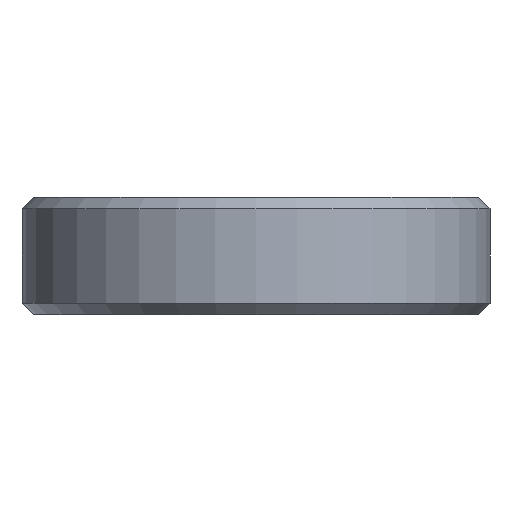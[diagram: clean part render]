
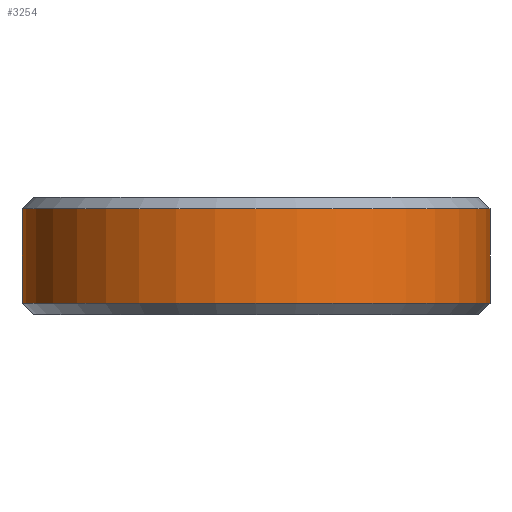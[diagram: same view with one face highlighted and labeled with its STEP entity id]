
A CAD part, left-side view. The second image highlights one B-rep face of the part: STEP entity #3254.
In plain terms, the highlighted cylindrical face has radius 6.25 mm (diameter 12.5 mm), a partial arc.
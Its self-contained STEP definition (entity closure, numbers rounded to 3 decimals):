
#382 = CONICAL_SURFACE('',#383,6.25,0.785);
#383 = AXIS2_PLACEMENT_3D('',#384,#385,#386);
#384 = CARTESIAN_POINT('',(0.,0.,0.3));
#385 = DIRECTION('',(0.,0.,1.));
#386 = DIRECTION('',(0.,1.,0.));
#1711 = VERTEX_POINT('',#1712);
#1712 = CARTESIAN_POINT('',(0.,-6.25,0.3));
#1747 = PLANE('',#1748);
#1748 = AXIS2_PLACEMENT_3D('',#1749,#1750,#1751);
#1749 = CARTESIAN_POINT('',(212.5,-6.25,0.));
#1750 = DIRECTION('',(0.,-1.,0.));
#1751 = DIRECTION('',(-1.,0.,0.));
#1765 = VERTEX_POINT('',#1766);
#1766 = CARTESIAN_POINT('',(0.,6.25,0.3));
#1786 = EDGE_CURVE('',#1765,#1711,#1787,.T.);
#1787 = SURFACE_CURVE('',#1788,(#1793,#1800),.PCURVE_S1.);
#1788 = CIRCLE('',#1789,6.25);
#1789 = AXIS2_PLACEMENT_3D('',#1790,#1791,#1792);
#1790 = CARTESIAN_POINT('',(0.,0.,0.3));
#1791 = DIRECTION('',(0.,-0.,1.));
#1792 = DIRECTION('',(0.,1.,0.));
#1793 = PCURVE('',#382,#1794);
#1794 = DEFINITIONAL_REPRESENTATION('',(#1795),#1799);
#1795 = LINE('',#1796,#1797);
#1796 = CARTESIAN_POINT('',(0.,-0.));
#1797 = VECTOR('',#1798,1.);
#1798 = DIRECTION('',(1.,-0.));
#1799 = ( GEOMETRIC_REPRESENTATION_CONTEXT(2) 
PARAMETRIC_REPRESENTATION_CONTEXT() REPRESENTATION_CONTEXT('2D SPACE',''
  ) );
#1800 = PCURVE('',#1801,#1806);
#1801 = CYLINDRICAL_SURFACE('',#1802,6.25);
#1802 = AXIS2_PLACEMENT_3D('',#1803,#1804,#1805);
#1803 = CARTESIAN_POINT('',(0.,0.,0.));
#1804 = DIRECTION('',(-0.,-0.,-1.));
#1805 = DIRECTION('',(1.,0.,0.));
#1806 = DEFINITIONAL_REPRESENTATION('',(#1807),#1811);
#1807 = LINE('',#1808,#1809);
#1808 = CARTESIAN_POINT('',(-1.571,-0.3));
#1809 = VECTOR('',#1810,1.);
#1810 = DIRECTION('',(-1.,0.));
#1811 = ( GEOMETRIC_REPRESENTATION_CONTEXT(2) 
PARAMETRIC_REPRESENTATION_CONTEXT() REPRESENTATION_CONTEXT('2D SPACE',''
  ) );
#1833 = PLANE('',#1834);
#1834 = AXIS2_PLACEMENT_3D('',#1835,#1836,#1837);
#1835 = CARTESIAN_POINT('',(212.5,6.25,0.));
#1836 = DIRECTION('',(0.,-1.,0.));
#1837 = DIRECTION('',(-1.,0.,0.));
#3206 = VERTEX_POINT('',#3207);
#3207 = CARTESIAN_POINT('',(0.,-6.25,2.825));
#3233 = EDGE_CURVE('',#1711,#3206,#3234,.T.);
#3234 = SURFACE_CURVE('',#3235,(#3239,#3246),.PCURVE_S1.);
#3235 = LINE('',#3236,#3237);
#3236 = CARTESIAN_POINT('',(0.,-6.25,0.));
#3237 = VECTOR('',#3238,1.);
#3238 = DIRECTION('',(0.,0.,1.));
#3239 = PCURVE('',#1747,#3240);
#3240 = DEFINITIONAL_REPRESENTATION('',(#3241),#3245);
#3241 = LINE('',#3242,#3243);
#3242 = CARTESIAN_POINT('',(212.5,0.));
#3243 = VECTOR('',#3244,1.);
#3244 = DIRECTION('',(0.,-1.));
#3245 = ( GEOMETRIC_REPRESENTATION_CONTEXT(2) 
PARAMETRIC_REPRESENTATION_CONTEXT() REPRESENTATION_CONTEXT('2D SPACE',''
  ) );
#3246 = PCURVE('',#1801,#3247);
#3247 = DEFINITIONAL_REPRESENTATION('',(#3248),#3252);
#3248 = LINE('',#3249,#3250);
#3249 = CARTESIAN_POINT('',(-4.712,0.));
#3250 = VECTOR('',#3251,1.);
#3251 = DIRECTION('',(-0.,-1.));
#3252 = ( GEOMETRIC_REPRESENTATION_CONTEXT(2) 
PARAMETRIC_REPRESENTATION_CONTEXT() REPRESENTATION_CONTEXT('2D SPACE',''
  ) );
#3254 = ADVANCED_FACE('',(#3255),#1801,.T.);
#3255 = FACE_BOUND('',#3256,.F.);
#3256 = EDGE_LOOP('',(#3257,#3280,#3307,#3308));
#3257 = ORIENTED_EDGE('',*,*,#3258,.T.);
#3258 = EDGE_CURVE('',#1765,#3259,#3261,.T.);
#3259 = VERTEX_POINT('',#3260);
#3260 = CARTESIAN_POINT('',(0.,6.25,2.825));
#3261 = SURFACE_CURVE('',#3262,(#3266,#3273),.PCURVE_S1.);
#3262 = LINE('',#3263,#3264);
#3263 = CARTESIAN_POINT('',(0.,6.25,0.));
#3264 = VECTOR('',#3265,1.);
#3265 = DIRECTION('',(0.,0.,1.));
#3266 = PCURVE('',#1801,#3267);
#3267 = DEFINITIONAL_REPRESENTATION('',(#3268),#3272);
#3268 = LINE('',#3269,#3270);
#3269 = CARTESIAN_POINT('',(-1.571,0.));
#3270 = VECTOR('',#3271,1.);
#3271 = DIRECTION('',(-0.,-1.));
#3272 = ( GEOMETRIC_REPRESENTATION_CONTEXT(2) 
PARAMETRIC_REPRESENTATION_CONTEXT() REPRESENTATION_CONTEXT('2D SPACE',''
  ) );
#3273 = PCURVE('',#1833,#3274);
#3274 = DEFINITIONAL_REPRESENTATION('',(#3275),#3279);
#3275 = LINE('',#3276,#3277);
#3276 = CARTESIAN_POINT('',(212.5,0.));
#3277 = VECTOR('',#3278,1.);
#3278 = DIRECTION('',(0.,-1.));
#3279 = ( GEOMETRIC_REPRESENTATION_CONTEXT(2) 
PARAMETRIC_REPRESENTATION_CONTEXT() REPRESENTATION_CONTEXT('2D SPACE',''
  ) );
#3280 = ORIENTED_EDGE('',*,*,#3281,.T.);
#3281 = EDGE_CURVE('',#3259,#3206,#3282,.T.);
#3282 = SURFACE_CURVE('',#3283,(#3288,#3295),.PCURVE_S1.);
#3283 = CIRCLE('',#3284,6.25);
#3284 = AXIS2_PLACEMENT_3D('',#3285,#3286,#3287);
#3285 = CARTESIAN_POINT('',(0.,0.,2.825));
#3286 = DIRECTION('',(0.,-0.,1.));
#3287 = DIRECTION('',(0.,1.,0.));
#3288 = PCURVE('',#1801,#3289);
#3289 = DEFINITIONAL_REPRESENTATION('',(#3290),#3294);
#3290 = LINE('',#3291,#3292);
#3291 = CARTESIAN_POINT('',(-1.571,-2.825));
#3292 = VECTOR('',#3293,1.);
#3293 = DIRECTION('',(-1.,0.));
#3294 = ( GEOMETRIC_REPRESENTATION_CONTEXT(2) 
PARAMETRIC_REPRESENTATION_CONTEXT() REPRESENTATION_CONTEXT('2D SPACE',''
  ) );
#3295 = PCURVE('',#3296,#3301);
#3296 = CONICAL_SURFACE('',#3297,6.25,0.785);
#3297 = AXIS2_PLACEMENT_3D('',#3298,#3299,#3300);
#3298 = CARTESIAN_POINT('',(0.,0.,2.825));
#3299 = DIRECTION('',(-0.,-0.,-1.));
#3300 = DIRECTION('',(0.,1.,0.));
#3301 = DEFINITIONAL_REPRESENTATION('',(#3302),#3306);
#3302 = LINE('',#3303,#3304);
#3303 = CARTESIAN_POINT('',(-0.,-0.));
#3304 = VECTOR('',#3305,1.);
#3305 = DIRECTION('',(-1.,-0.));
#3306 = ( GEOMETRIC_REPRESENTATION_CONTEXT(2) 
PARAMETRIC_REPRESENTATION_CONTEXT() REPRESENTATION_CONTEXT('2D SPACE',''
  ) );
#3307 = ORIENTED_EDGE('',*,*,#3233,.F.);
#3308 = ORIENTED_EDGE('',*,*,#1786,.F.);
